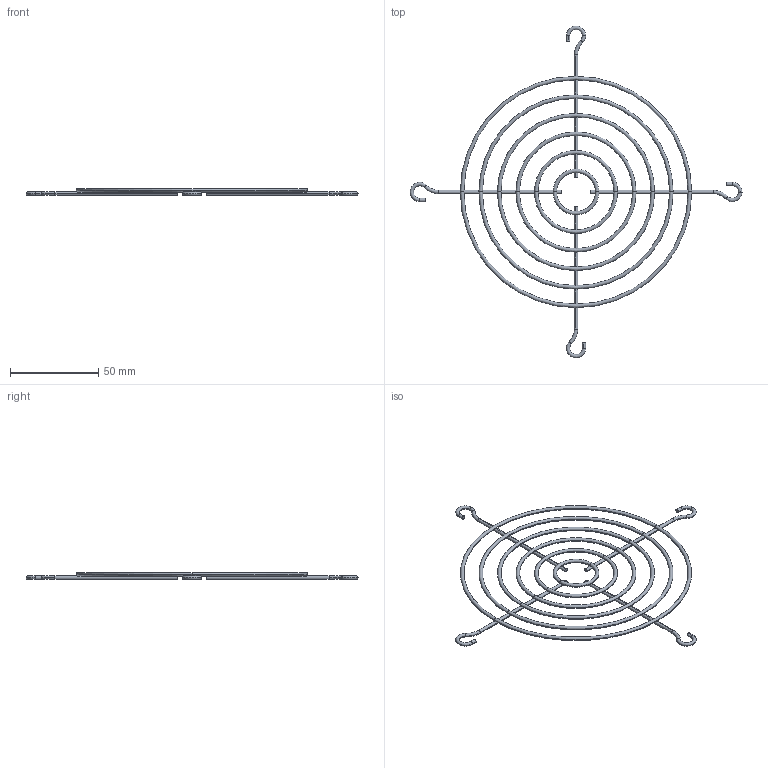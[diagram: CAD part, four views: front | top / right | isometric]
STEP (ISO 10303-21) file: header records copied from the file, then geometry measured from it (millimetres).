
FILE_DESCRIPTION (( 'STEP AP214' ), '1' );
FILE_NAME ('5RE0111_RETE PREMENTE_DIC 120_F761.STEP', '2023-10-26T09:28:38', ( '' ), ( '' ), 'SwSTEP 2.0', 'SolidWorks 2022', '' );
FILE_SCHEMA (( 'AUTOMOTIVE_DESIGN' ));
Length unit declared in the file: millimetre
Products named in the file (1): 5RE0111_RETE PREMENTE_DIC 120_F761
Bounding box: 188 x 188 x 3.95 mm (x, y, z)
Volume: 5771.9 mm3; surface area: 11554.4 mm2
Topology: 1 solids, 1 shells, 68 faces, 208 edges, 124 vertices
Faces by surface type: torus 44, cylinder 16, plane 8
Entity records: 2806 total; most frequent: CARTESIAN_POINT 833, DIRECTION 430, ORIENTED_EDGE 416, EDGE_CURVE 208, AXIS2_PLACEMENT_3D 201, CIRCLE 132, VERTEX_POINT 124, EDGE_LOOP 92
